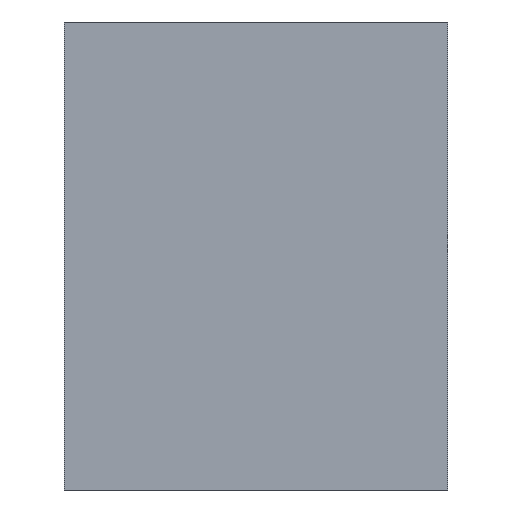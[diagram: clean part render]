
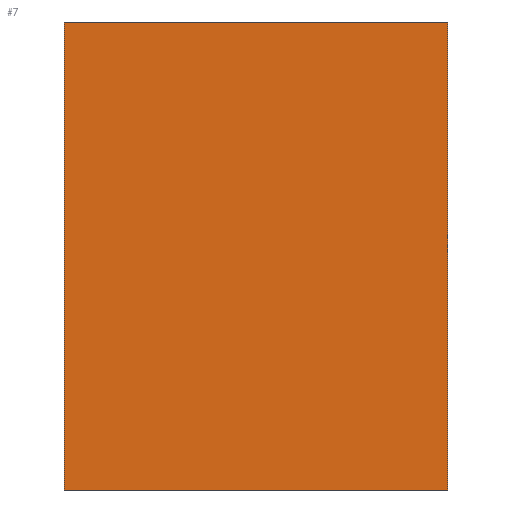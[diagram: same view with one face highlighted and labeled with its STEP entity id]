
A CAD part, front view. The second image highlights one B-rep face of the part: STEP entity #7.
In plain terms, the highlighted planar face has unit normal (0, -1, 0).
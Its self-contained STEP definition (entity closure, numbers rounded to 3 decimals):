
#3 = CARTESIAN_POINT ( 'NONE',  ( 43., 0., 0. ) ) ;
#7 = ADVANCED_FACE ( 'NONE', ( #235 ), #104, .T. ) ;
#17 = EDGE_CURVE ( 'NONE', #140, #227, #100, .T. ) ;
#19 = VERTEX_POINT ( 'NONE', #25 ) ;
#25 = CARTESIAN_POINT ( 'NONE',  ( 0., 0., 0. ) ) ;
#29 = EDGE_CURVE ( 'NONE', #227, #38, #182, .T. ) ;
#30 = CARTESIAN_POINT ( 'NONE',  ( 0., 0., -52.5 ) ) ;
#37 = ORIENTED_EDGE ( 'NONE', *, *, #17, .F. ) ;
#38 = VERTEX_POINT ( 'NONE', #30 ) ;
#48 = VECTOR ( 'NONE', #125, 1000. ) ;
#60 = ORIENTED_EDGE ( 'NONE', *, *, #29, .F. ) ;
#62 = VECTOR ( 'NONE', #102, 1000. ) ;
#96 = EDGE_LOOP ( 'NONE', ( #201, #60, #37, #101 ) ) ;
#100 = LINE ( 'NONE', #3, #48 ) ;
#101 = ORIENTED_EDGE ( 'NONE', *, *, #181, .F. ) ;
#102 = DIRECTION ( 'NONE',  ( 1., 0., 0. ) ) ;
#104 = PLANE ( 'NONE',  #157 ) ;
#107 = CARTESIAN_POINT ( 'NONE',  ( 0., 0., -52.5 ) ) ;
#125 = DIRECTION ( 'NONE',  ( 0., 0., -1. ) ) ;
#130 = CARTESIAN_POINT ( 'NONE',  ( 43., 0., -52.5 ) ) ;
#140 = VERTEX_POINT ( 'NONE', #143 ) ;
#141 = DIRECTION ( 'NONE',  ( 0., 0., -1. ) ) ;
#142 = DIRECTION ( 'NONE',  ( -1., 0., 0. ) ) ;
#143 = CARTESIAN_POINT ( 'NONE',  ( 43., 0., 0. ) ) ;
#155 = VECTOR ( 'NONE', #195, 1000. ) ;
#157 = AXIS2_PLACEMENT_3D ( 'NONE', #193, #159, #141 ) ;
#159 = DIRECTION ( 'NONE',  ( 0., -1., 0. ) ) ;
#181 = EDGE_CURVE ( 'NONE', #19, #140, #236, .T. ) ;
#182 = LINE ( 'NONE', #107, #237 ) ;
#193 = CARTESIAN_POINT ( 'NONE',  ( 0., 0., 0. ) ) ;
#195 = DIRECTION ( 'NONE',  ( 0., 0., 1. ) ) ;
#200 = LINE ( 'NONE', #207, #155 ) ;
#201 = ORIENTED_EDGE ( 'NONE', *, *, #218, .F. ) ;
#206 = CARTESIAN_POINT ( 'NONE',  ( 0., 0., 0. ) ) ;
#207 = CARTESIAN_POINT ( 'NONE',  ( 0., 0., 0. ) ) ;
#218 = EDGE_CURVE ( 'NONE', #38, #19, #200, .T. ) ;
#227 = VERTEX_POINT ( 'NONE', #130 ) ;
#235 = FACE_OUTER_BOUND ( 'NONE', #96, .T. ) ;
#236 = LINE ( 'NONE', #206, #62 ) ;
#237 = VECTOR ( 'NONE', #142, 1000. ) ;
